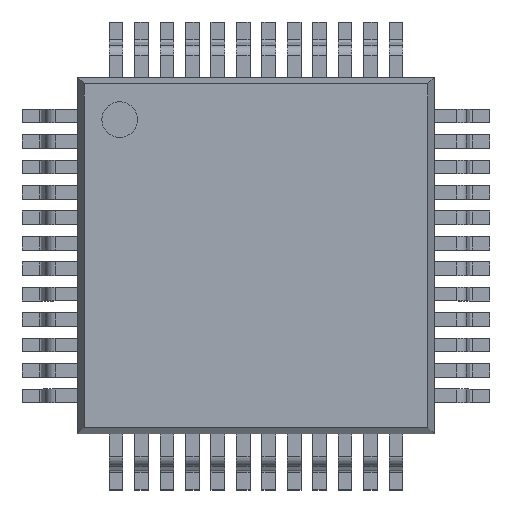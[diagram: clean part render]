
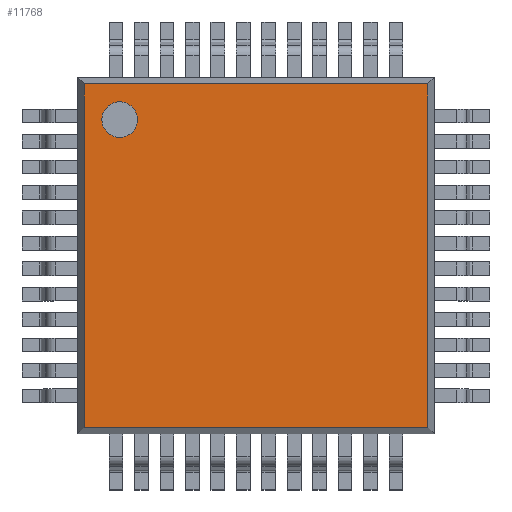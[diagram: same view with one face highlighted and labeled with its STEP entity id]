
A CAD part, top view. The second image highlights one B-rep face of the part: STEP entity #11768.
In plain terms, the highlighted planar face has unit normal (0, 0, 1).
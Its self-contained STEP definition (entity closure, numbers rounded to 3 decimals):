
#115=FACE_BOUND('',#1308,.T.);
#123=PLANE('',#12521);
#619=FACE_OUTER_BOUND('',#1307,.T.);
#1307=EDGE_LOOP('',(#8078,#8079,#8080,#8081));
#1308=EDGE_LOOP('',(#8082));
#1989=LINE('',#17125,#3362);
#1993=LINE('',#17133,#3366);
#1996=LINE('',#17139,#3369);
#2000=LINE('',#17145,#3373);
#3362=VECTOR('',#13601,10.);
#3366=VECTOR('',#13607,10.);
#3369=VECTOR('',#13612,10.);
#3373=VECTOR('',#13618,10.);
#4734=CIRCLE('',#12512,0.35);
#5120=VERTEX_POINT('',#17116);
#5122=VERTEX_POINT('',#17123);
#5123=VERTEX_POINT('',#17124);
#5126=VERTEX_POINT('',#17132);
#5128=VERTEX_POINT('',#17138);
#6290=EDGE_CURVE('',#5120,#5120,#4734,.T.);
#6293=EDGE_CURVE('',#5122,#5123,#1989,.T.);
#6297=EDGE_CURVE('',#5123,#5126,#1993,.T.);
#6300=EDGE_CURVE('',#5126,#5128,#1996,.T.);
#6304=EDGE_CURVE('',#5128,#5122,#2000,.T.);
#8078=ORIENTED_EDGE('',*,*,#6293,.F.);
#8079=ORIENTED_EDGE('',*,*,#6304,.F.);
#8080=ORIENTED_EDGE('',*,*,#6300,.F.);
#8081=ORIENTED_EDGE('',*,*,#6297,.F.);
#8082=ORIENTED_EDGE('',*,*,#6290,.T.);
#11768=ADVANCED_FACE('',(#619,#115),#123,.T.);
#12512=AXIS2_PLACEMENT_3D('',#17117,#13592,#13593);
#12521=AXIS2_PLACEMENT_3D('',#17156,#13628,#13629);
#13592=DIRECTION('center_axis',(0.,0.,-1.));
#13593=DIRECTION('ref_axis',(1.,0.,0.));
#13601=DIRECTION('',(0.,1.,0.));
#13607=DIRECTION('',(1.,0.,0.));
#13612=DIRECTION('',(0.,-1.,0.));
#13618=DIRECTION('',(-1.,0.,0.));
#13628=DIRECTION('center_axis',(0.,0.,1.));
#13629=DIRECTION('ref_axis',(1.,0.,0.));
#17116=CARTESIAN_POINT('',(-3.03,2.68,1.2));
#17117=CARTESIAN_POINT('Origin',(-2.68,2.68,1.2));
#17123=CARTESIAN_POINT('',(-3.38,-3.38,1.2));
#17124=CARTESIAN_POINT('',(-3.38,3.38,1.2));
#17125=CARTESIAN_POINT('',(-3.38,1.75,1.2));
#17132=CARTESIAN_POINT('',(3.38,3.38,1.2));
#17133=CARTESIAN_POINT('',(1.75,3.38,1.2));
#17138=CARTESIAN_POINT('',(3.38,-3.38,1.2));
#17139=CARTESIAN_POINT('',(3.38,-1.75,1.2));
#17145=CARTESIAN_POINT('',(-1.75,-3.38,1.2));
#17156=CARTESIAN_POINT('Origin',(0.,0.,1.2));
